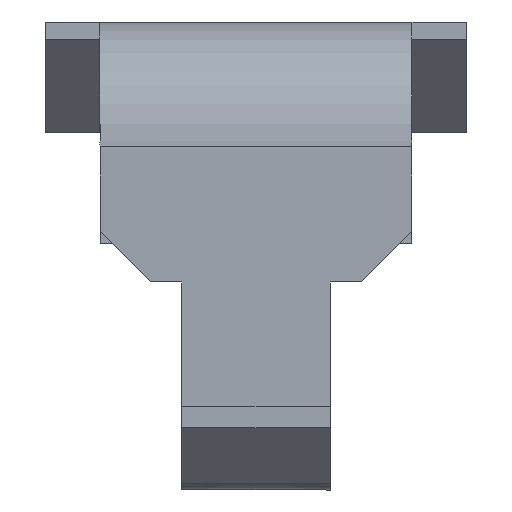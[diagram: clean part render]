
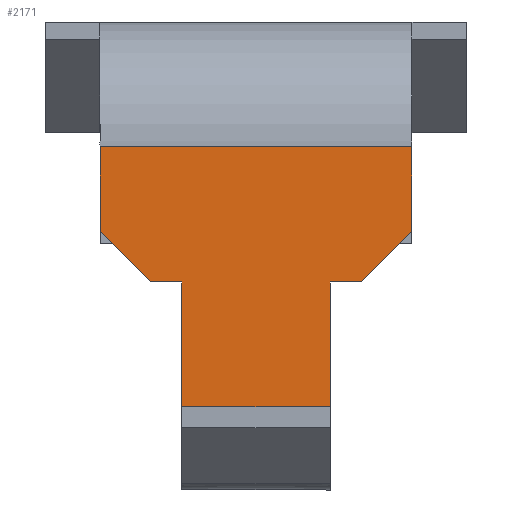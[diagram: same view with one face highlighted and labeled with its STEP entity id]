
A CAD part, front view. The second image highlights one B-rep face of the part: STEP entity #2171.
In plain terms, the highlighted planar face has unit normal (0, -1, 0).
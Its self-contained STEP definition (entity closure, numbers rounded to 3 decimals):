
#2110=AXIS2_PLACEMENT_3D('Plane Axis2P3D',#2107,#2108,#2109) ;
#1464=CARTESIAN_POINT('Vertex',(5.29,1.,3.73)) ;
#1534=CARTESIAN_POINT('Vertex',(5.29,1.,4.95)) ;
#1538=CARTESIAN_POINT('Control Point',(5.29,1.,3.73)) ;
#1539=CARTESIAN_POINT('Control Point',(5.29,1.,4.035)) ;
#1540=CARTESIAN_POINT('Control Point',(5.29,1.,4.34)) ;
#1541=CARTESIAN_POINT('Control Point',(5.29,1.,4.645)) ;
#1542=CARTESIAN_POINT('Control Point',(5.29,1.,4.95)) ;
#1587=CARTESIAN_POINT('Vertex',(0.79,1.,4.95)) ;
#1590=CARTESIAN_POINT('Line Origine',(1.955,1.,4.95)) ;
#1611=CARTESIAN_POINT('Vertex',(0.79,1.,3.73)) ;
#1616=CARTESIAN_POINT('Line Origine',(0.79,1.,4.34)) ;
#2107=CARTESIAN_POINT('Axis2P3D Location',(3.04,1.,1.13)) ;
#2112=CARTESIAN_POINT('Line Origine',(1.155,1.,3.365)) ;
#2116=CARTESIAN_POINT('Vertex',(1.52,1.,3.)) ;
#2119=CARTESIAN_POINT('Line Origine',(1.745,1.,3.)) ;
#2123=CARTESIAN_POINT('Vertex',(1.97,1.,3.)) ;
#2126=CARTESIAN_POINT('Line Origine',(1.97,1.,2.065)) ;
#2130=CARTESIAN_POINT('Vertex',(1.97,1.,1.13)) ;
#2133=CARTESIAN_POINT('Line Origine',(3.04,1.,1.13)) ;
#2137=CARTESIAN_POINT('Vertex',(4.11,1.,1.13)) ;
#2140=CARTESIAN_POINT('Line Origine',(4.11,1.,2.065)) ;
#2144=CARTESIAN_POINT('Vertex',(4.11,1.,3.)) ;
#2147=CARTESIAN_POINT('Line Origine',(4.335,1.,3.)) ;
#2151=CARTESIAN_POINT('Vertex',(4.56,1.,3.)) ;
#2154=CARTESIAN_POINT('Line Origine',(4.925,1.,3.365)) ;
#1591=DIRECTION('Vector Direction',(1.,0.,0.)) ;
#1617=DIRECTION('Vector Direction',(0.,0.,1.)) ;
#2108=DIRECTION('Axis2P3D Direction',(0.,-1.,0.)) ;
#2109=DIRECTION('Axis2P3D XDirection',(0.,0.,1.)) ;
#2113=DIRECTION('Vector Direction',(0.707,0.,-0.707)) ;
#2120=DIRECTION('Vector Direction',(1.,0.,0.)) ;
#2127=DIRECTION('Vector Direction',(0.,0.,1.)) ;
#2134=DIRECTION('Vector Direction',(1.,0.,0.)) ;
#2141=DIRECTION('Vector Direction',(0.,0.,1.)) ;
#2148=DIRECTION('Vector Direction',(-1.,0.,0.)) ;
#2155=DIRECTION('Vector Direction',(-0.707,0.,-0.707)) ;
#1592=VECTOR('Line Direction',#1591,1.) ;
#1618=VECTOR('Line Direction',#1617,1.) ;
#2114=VECTOR('Line Direction',#2113,1.) ;
#2121=VECTOR('Line Direction',#2120,1.) ;
#2128=VECTOR('Line Direction',#2127,1.) ;
#2135=VECTOR('Line Direction',#2134,1.) ;
#2142=VECTOR('Line Direction',#2141,1.) ;
#2149=VECTOR('Line Direction',#2148,1.) ;
#2156=VECTOR('Line Direction',#2155,1.) ;
#2160=ORIENTED_EDGE('',*,*,#1543,.T.) ;
#2161=ORIENTED_EDGE('',*,*,#1594,.T.) ;
#2162=ORIENTED_EDGE('',*,*,#1620,.F.) ;
#2163=ORIENTED_EDGE('',*,*,#2118,.F.) ;
#2164=ORIENTED_EDGE('',*,*,#2125,.T.) ;
#2165=ORIENTED_EDGE('',*,*,#2132,.T.) ;
#2166=ORIENTED_EDGE('',*,*,#2139,.T.) ;
#2167=ORIENTED_EDGE('',*,*,#2146,.F.) ;
#2168=ORIENTED_EDGE('',*,*,#2153,.F.) ;
#2169=ORIENTED_EDGE('',*,*,#2158,.F.) ;
#2171=ADVANCED_FACE('SCHWENKDECKEL',(#2170),#2111,.T.) ;
#1537=B_SPLINE_CURVE_WITH_KNOTS('',4,(#1538,#1539,#1540,#1541,#1542),.UNSPECIFIED.,.F.,.U.,(5,5),(0.03,1.25),.UNSPECIFIED.) ;
#1543=EDGE_CURVE('',#1465,#1535,#1537,.T.) ;
#1594=EDGE_CURVE('',#1535,#1588,#1593,.F.) ;
#1620=EDGE_CURVE('',#1612,#1588,#1619,.T.) ;
#2118=EDGE_CURVE('',#2117,#1612,#2115,.F.) ;
#2125=EDGE_CURVE('',#2117,#2124,#2122,.T.) ;
#2132=EDGE_CURVE('',#2124,#2131,#2129,.F.) ;
#2139=EDGE_CURVE('',#2131,#2138,#2136,.T.) ;
#2146=EDGE_CURVE('',#2145,#2138,#2143,.F.) ;
#2153=EDGE_CURVE('',#2152,#2145,#2150,.T.) ;
#2158=EDGE_CURVE('',#1465,#2152,#2157,.T.) ;
#2159=EDGE_LOOP('',(#2160,#2161,#2162,#2163,#2164,#2165,#2166,#2167,#2168,#2169)) ;
#2170=FACE_OUTER_BOUND('',#2159,.T.) ;
#1593=LINE('Line',#1590,#1592) ;
#1619=LINE('Line',#1616,#1618) ;
#2115=LINE('Line',#2112,#2114) ;
#2122=LINE('Line',#2119,#2121) ;
#2129=LINE('Line',#2126,#2128) ;
#2136=LINE('Line',#2133,#2135) ;
#2143=LINE('Line',#2140,#2142) ;
#2150=LINE('Line',#2147,#2149) ;
#2157=LINE('Line',#2154,#2156) ;
#2111=PLANE('',#2110) ;
#1465=VERTEX_POINT('',#1464) ;
#1535=VERTEX_POINT('',#1534) ;
#1588=VERTEX_POINT('',#1587) ;
#1612=VERTEX_POINT('',#1611) ;
#2117=VERTEX_POINT('',#2116) ;
#2124=VERTEX_POINT('',#2123) ;
#2131=VERTEX_POINT('',#2130) ;
#2138=VERTEX_POINT('',#2137) ;
#2145=VERTEX_POINT('',#2144) ;
#2152=VERTEX_POINT('',#2151) ;
